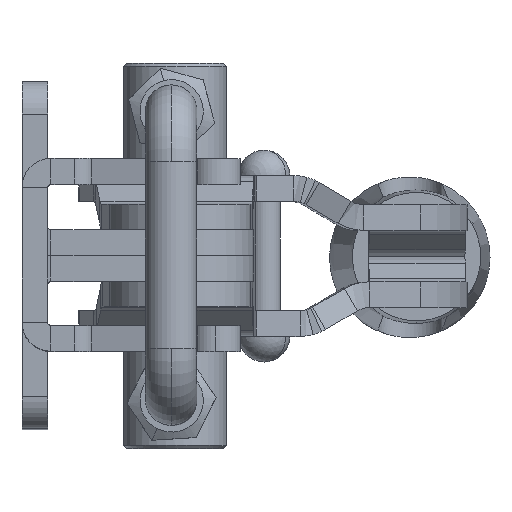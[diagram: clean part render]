
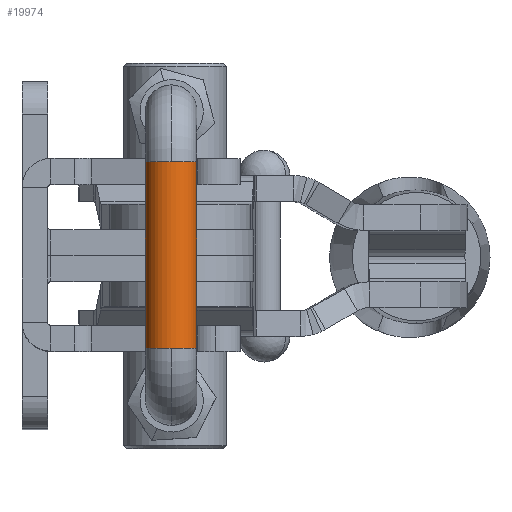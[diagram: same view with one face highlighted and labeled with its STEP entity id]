
A CAD part, top view. The second image highlights one B-rep face of the part: STEP entity #19974.
In plain terms, the highlighted cylindrical face has radius 4 mm (diameter 8 mm), a partial arc.
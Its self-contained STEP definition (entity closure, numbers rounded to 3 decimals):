
#1549 = FACE_OUTER_BOUND ( 'NONE', #13872, .T. ) ;
#1555 = CYLINDRICAL_SURFACE ( 'NONE', #1926, 4. ) ;
#1926 = AXIS2_PLACEMENT_3D ( 'NONE', #14769, #14767, #14765 ) ;
#2988 = CIRCLE ( 'NONE', #4423, 4. ) ;
#2992 = CIRCLE ( 'NONE', #4427, 4. ) ;
#3009 = CIRCLE ( 'NONE', #4438, 4. ) ;
#3016 = LINE ( 'NONE', #8168, #3018 ) ;
#3017 = CIRCLE ( 'NONE', #4439, 4. ) ;
#3018 = VECTOR ( 'NONE', #8163, 1000. ) ;
#3019 = LINE ( 'NONE', #8170, #3021 ) ;
#3021 = VECTOR ( 'NONE', #8171, 1000. ) ;
#4423 = AXIS2_PLACEMENT_3D ( 'NONE', #8111, #8112, #8113 ) ;
#4427 = AXIS2_PLACEMENT_3D ( 'NONE', #8123, #8124, #8125 ) ;
#4438 = AXIS2_PLACEMENT_3D ( 'NONE', #8172, #8173, #8174 ) ;
#4439 = AXIS2_PLACEMENT_3D ( 'NONE', #8177, #8178, #8179 ) ;
#5659 = CARTESIAN_POINT ( 'NONE',  ( 8., 110.5, -4. ) ) ;
#5660 = CARTESIAN_POINT ( 'NONE',  ( 8., 114.5, 0. ) ) ;
#5661 = CARTESIAN_POINT ( 'NONE',  ( 37., 110.5, -4. ) ) ;
#5663 = CARTESIAN_POINT ( 'NONE',  ( 37., 114.5, 0. ) ) ;
#5679 = CARTESIAN_POINT ( 'NONE',  ( 8., 110.5, 4. ) ) ;
#5680 = CARTESIAN_POINT ( 'NONE',  ( 37., 110.5, 4. ) ) ;
#8111 = CARTESIAN_POINT ( 'NONE',  ( 8., 110.5, 0. ) ) ;
#8112 = DIRECTION ( 'NONE',  ( 1., 0., 0. ) ) ;
#8113 = DIRECTION ( 'NONE',  ( 0., 0., 1. ) ) ;
#8123 = CARTESIAN_POINT ( 'NONE',  ( 37., 110.5, 0. ) ) ;
#8124 = DIRECTION ( 'NONE',  ( 1., 0., 0. ) ) ;
#8125 = DIRECTION ( 'NONE',  ( 0., 0., 1. ) ) ;
#8163 = DIRECTION ( 'NONE',  ( 1., 0., 0. ) ) ;
#8168 = CARTESIAN_POINT ( 'NONE',  ( 8., 110.5, 4. ) ) ;
#8170 = CARTESIAN_POINT ( 'NONE',  ( 8., 110.5, -4. ) ) ;
#8171 = DIRECTION ( 'NONE',  ( 1., 0., 0. ) ) ;
#8172 = CARTESIAN_POINT ( 'NONE',  ( 8., 110.5, 0. ) ) ;
#8173 = DIRECTION ( 'NONE',  ( 1., 0., 0. ) ) ;
#8174 = DIRECTION ( 'NONE',  ( 0., 0., 1. ) ) ;
#8177 = CARTESIAN_POINT ( 'NONE',  ( 37., 110.5, 0. ) ) ;
#8178 = DIRECTION ( 'NONE',  ( 1., 0., 0. ) ) ;
#8179 = DIRECTION ( 'NONE',  ( 0., 0., 1. ) ) ;
#9158 = VERTEX_POINT ( 'NONE', #5659 ) ;
#9159 = VERTEX_POINT ( 'NONE', #5660 ) ;
#9160 = VERTEX_POINT ( 'NONE', #5661 ) ;
#9162 = VERTEX_POINT ( 'NONE', #5663 ) ;
#9178 = VERTEX_POINT ( 'NONE', #5679 ) ;
#9179 = VERTEX_POINT ( 'NONE', #5680 ) ;
#10104 = ORIENTED_EDGE ( 'NONE', *, *, #10583, .F. ) ;
#10105 = ORIENTED_EDGE ( 'NONE', *, *, #10563, .F. ) ;
#10106 = ORIENTED_EDGE ( 'NONE', *, *, #10582, .F. ) ;
#10107 = ORIENTED_EDGE ( 'NONE', *, *, #10581, .T. ) ;
#10108 = ORIENTED_EDGE ( 'NONE', *, *, #10580, .T. ) ;
#10109 = ORIENTED_EDGE ( 'NONE', *, *, #10559, .T. ) ;
#10559 = EDGE_CURVE ( 'NONE', #9158, #9159, #2988, .T. ) ;
#10563 = EDGE_CURVE ( 'NONE', #9160, #9162, #2992, .T. ) ;
#10580 = EDGE_CURVE ( 'NONE', #9159, #9178, #3009, .T. ) ;
#10581 = EDGE_CURVE ( 'NONE', #9178, #9179, #3016, .T. ) ;
#10582 = EDGE_CURVE ( 'NONE', #9162, #9179, #3017, .T. ) ;
#10583 = EDGE_CURVE ( 'NONE', #9158, #9160, #3019, .T. ) ;
#13872 = EDGE_LOOP ( 'NONE', ( #10109, #10108, #10107, #10106, #10105, #10104 ) ) ;
#14765 = DIRECTION ( 'NONE',  ( 0., 0., -1. ) ) ;
#14767 = DIRECTION ( 'NONE',  ( 1., 0., 0. ) ) ;
#14769 = CARTESIAN_POINT ( 'NONE',  ( 8., 110.5, 0. ) ) ;
#19974 = ADVANCED_FACE ( 'NONE', ( #1549 ), #1555, .T. ) ;
